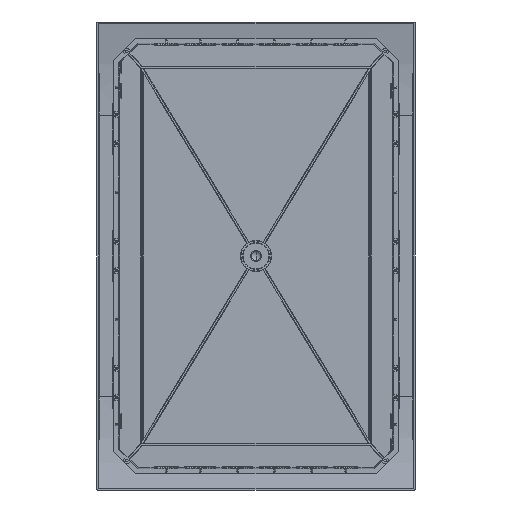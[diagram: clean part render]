
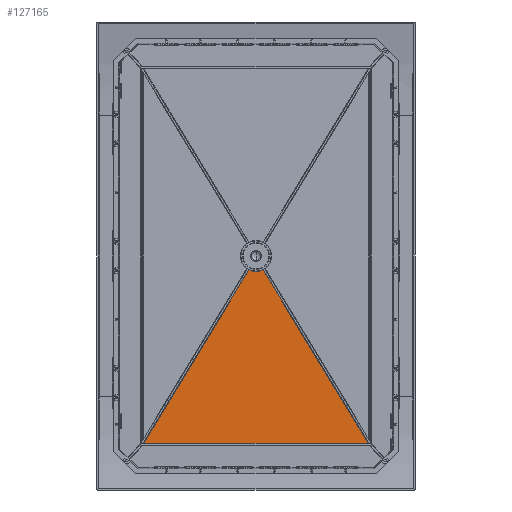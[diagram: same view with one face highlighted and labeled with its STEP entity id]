
A CAD part, front view. The second image highlights one B-rep face of the part: STEP entity #127165.
In plain terms, the highlighted planar face has unit normal (0, -1, 0).
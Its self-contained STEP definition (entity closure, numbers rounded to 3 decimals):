
#2626 = AXIS2_PLACEMENT_3D ( 'NONE', #18169, #100820, #30079 ) ;
#14909 = ORIENTED_EDGE ( 'NONE', *, *, #113730, .F. ) ;
#14915 = VERTEX_POINT ( 'NONE', #74018 ) ;
#16440 = CARTESIAN_POINT ( 'NONE',  ( 0., 0., 0. ) ) ;
#17135 = CARTESIAN_POINT ( 'NONE',  ( -7.474, 0., -14.99 ) ) ;
#18169 = CARTESIAN_POINT ( 'NONE',  ( 0., 0., 0. ) ) ;
#20883 = CARTESIAN_POINT ( 'NONE',  ( 7.474, 0., -14.99 ) ) ;
#23463 = DIRECTION ( 'NONE',  ( -0.519, 0., -0.854 ) ) ;
#28342 = DIRECTION ( 'NONE',  ( 0., 0., -1. ) ) ;
#30079 = DIRECTION ( 'NONE',  ( 0., 0., -1. ) ) ;
#30716 = EDGE_CURVE ( 'NONE', #76812, #140404, #139011, .T. ) ;
#32009 = ORIENTED_EDGE ( 'NONE', *, *, #147985, .T. ) ;
#33000 = CARTESIAN_POINT ( 'NONE',  ( -354., 0., 0. ) ) ;
#33511 = PLANE ( 'NONE',  #125969 ) ;
#40217 = VECTOR ( 'NONE', #23463, 1000. ) ;
#45222 = DIRECTION ( 'NONE',  ( -0.519, 0., 0.854 ) ) ;
#47265 = ORIENTED_EDGE ( 'NONE', *, *, #126000, .F. ) ;
#49285 = ORIENTED_EDGE ( 'NONE', *, *, #30716, .F. ) ;
#51123 = VERTEX_POINT ( 'NONE', #71562 ) ;
#59058 = CARTESIAN_POINT ( 'NONE',  ( 1.196, 0., -0.727 ) ) ;
#61015 = FACE_OUTER_BOUND ( 'NONE', #69825, .T. ) ;
#65196 = VECTOR ( 'NONE', #45222, 1000. ) ;
#69069 = DIRECTION ( 'NONE',  ( 0., 1., 0. ) ) ;
#69825 = EDGE_LOOP ( 'NONE', ( #49285, #32009, #47265, #141162, #14909 ) ) ;
#70499 = EDGE_CURVE ( 'NONE', #51123, #146328, #96639, .T. ) ;
#71562 = CARTESIAN_POINT ( 'NONE',  ( 120.709, 0., -201.25 ) ) ;
#74018 = CARTESIAN_POINT ( 'NONE',  ( -120.709, 0., -201.25 ) ) ;
#76812 = VERTEX_POINT ( 'NONE', #17135 ) ;
#92235 = CARTESIAN_POINT ( 'NONE',  ( -1.196, 0., -0.727 ) ) ;
#92355 = CIRCLE ( 'NONE', #122539, 16.75 ) ;
#96639 = LINE ( 'NONE', #92235, #65196 ) ;
#99122 = DIRECTION ( 'NONE',  ( 0., -1., 0. ) ) ;
#100192 = LINE ( 'NONE', #110760, #124205 ) ;
#100820 = DIRECTION ( 'NONE',  ( 0., -1., 0. ) ) ;
#110760 = CARTESIAN_POINT ( 'NONE',  ( 0., 0., -201.25 ) ) ;
#113730 = EDGE_CURVE ( 'NONE', #140404, #146328, #92355, .T. ) ;
#122539 = AXIS2_PLACEMENT_3D ( 'NONE', #16440, #99122, #28342 ) ;
#124205 = VECTOR ( 'NONE', #145990, 1000. ) ;
#125969 = AXIS2_PLACEMENT_3D ( 'NONE', #33000, #69069, #151851 ) ;
#126000 = EDGE_CURVE ( 'NONE', #51123, #14915, #100192, .T. ) ;
#127165 = ADVANCED_FACE ( 'NONE', ( #61015 ), #33511, .F. ) ;
#135618 = CARTESIAN_POINT ( 'NONE',  ( 0., 0., -16.75 ) ) ;
#138240 = LINE ( 'NONE', #59058, #40217 ) ;
#139011 = CIRCLE ( 'NONE', #2626, 16.75 ) ;
#140404 = VERTEX_POINT ( 'NONE', #135618 ) ;
#141162 = ORIENTED_EDGE ( 'NONE', *, *, #70499, .T. ) ;
#145990 = DIRECTION ( 'NONE',  ( -1., 0., 0. ) ) ;
#146328 = VERTEX_POINT ( 'NONE', #20883 ) ;
#147985 = EDGE_CURVE ( 'NONE', #76812, #14915, #138240, .T. ) ;
#151851 = DIRECTION ( 'NONE',  ( 0., 0., 1. ) ) ;
